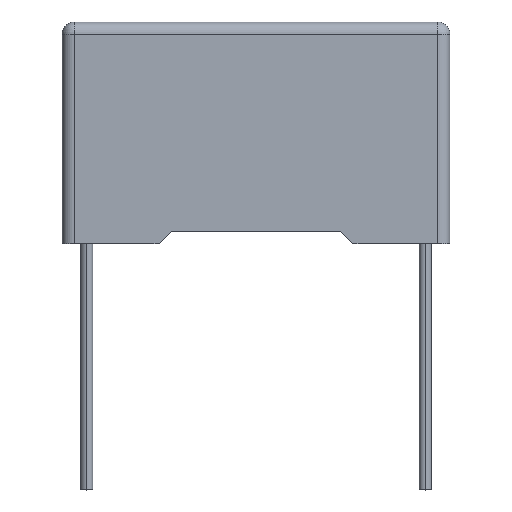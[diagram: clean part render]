
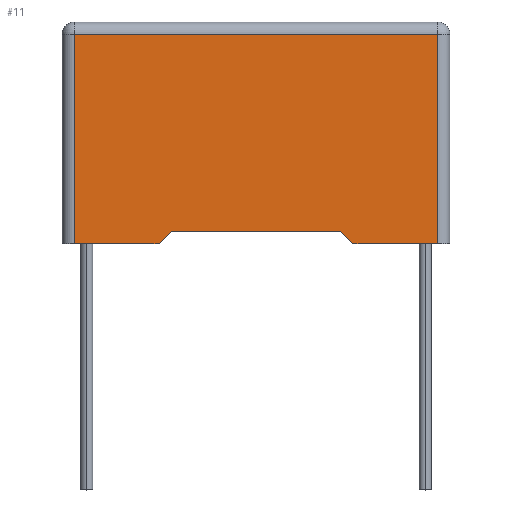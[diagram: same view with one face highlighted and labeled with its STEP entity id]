
A CAD part, top view. The second image highlights one B-rep face of the part: STEP entity #11.
In plain terms, the highlighted planar face has unit normal (0, 0, 1).
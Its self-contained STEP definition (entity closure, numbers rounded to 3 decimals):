
#11 = ADVANCED_FACE ( 'NONE', ( #43 ), #1355, .T. ) ;
#13 = DIRECTION ( 'NONE',  ( 0., 1., 0. ) ) ;
#28 = EDGE_CURVE ( 'NONE', #688, #1108, #380, .T. ) ;
#43 = FACE_OUTER_BOUND ( 'NONE', #989, .T. ) ;
#73 = VECTOR ( 'NONE', #338, 1000. ) ;
#162 = VECTOR ( 'NONE', #770, 1000. ) ;
#170 = ORIENTED_EDGE ( 'NONE', *, *, #1015, .T. ) ;
#272 = CARTESIAN_POINT ( 'NONE',  ( -14.75, 0., 4.75 ) ) ;
#304 = EDGE_CURVE ( 'NONE', #360, #537, #1452, .T. ) ;
#338 = DIRECTION ( 'NONE',  ( 1., 0., 0. ) ) ;
#356 = ORIENTED_EDGE ( 'NONE', *, *, #304, .T. ) ;
#360 = VERTEX_POINT ( 'NONE', #1231 ) ;
#380 = LINE ( 'NONE', #1045, #73 ) ;
#382 = ORIENTED_EDGE ( 'NONE', *, *, #28, .T. ) ;
#413 = DIRECTION ( 'NONE',  ( 1., 0., 0. ) ) ;
#433 = DIRECTION ( 'NONE',  ( 1., 0., 0. ) ) ;
#439 = VERTEX_POINT ( 'NONE', #1160 ) ;
#452 = CARTESIAN_POINT ( 'NONE',  ( 6.875, 1., 4.75 ) ) ;
#464 = ORIENTED_EDGE ( 'NONE', *, *, #1226, .T. ) ;
#471 = DIRECTION ( 'NONE',  ( 0.707, -0.707, 0. ) ) ;
#479 = DIRECTION ( 'NONE',  ( 1., 0., 0. ) ) ;
#498 = CARTESIAN_POINT ( 'NONE',  ( -14.75, 17., 4.75 ) ) ;
#504 = DIRECTION ( 'NONE',  ( -1., 0., 0. ) ) ;
#520 = EDGE_CURVE ( 'NONE', #1377, #1360, #545, .T. ) ;
#537 = VERTEX_POINT ( 'NONE', #272 ) ;
#545 = LINE ( 'NONE', #1417, #842 ) ;
#608 = LINE ( 'NONE', #1055, #1303 ) ;
#634 = ORIENTED_EDGE ( 'NONE', *, *, #1157, .T. ) ;
#688 = VERTEX_POINT ( 'NONE', #1504 ) ;
#764 = VECTOR ( 'NONE', #413, 1000. ) ;
#770 = DIRECTION ( 'NONE',  ( 0.707, 0.707, 0. ) ) ;
#792 = CARTESIAN_POINT ( 'NONE',  ( 14.75, 0., 4.75 ) ) ;
#817 = LINE ( 'NONE', #1315, #162 ) ;
#842 = VECTOR ( 'NONE', #13, 1000. ) ;
#887 = LINE ( 'NONE', #498, #1012 ) ;
#898 = DIRECTION ( 'NONE',  ( 0., -1., 0. ) ) ;
#913 = CARTESIAN_POINT ( 'NONE',  ( 14.75, 17., 4.75 ) ) ;
#919 = VECTOR ( 'NONE', #479, 1000. ) ;
#989 = EDGE_LOOP ( 'NONE', ( #464, #356, #1220, #1341, #382, #634, #170, #1488 ) ) ;
#1012 = VECTOR ( 'NONE', #504, 1000. ) ;
#1015 = EDGE_CURVE ( 'NONE', #439, #1377, #1433, .T. ) ;
#1045 = CARTESIAN_POINT ( 'NONE',  ( -6.875, 1., 4.75 ) ) ;
#1055 = CARTESIAN_POINT ( 'NONE',  ( 6.875, 1., 4.75 ) ) ;
#1068 = VECTOR ( 'NONE', #898, 1000. ) ;
#1073 = CARTESIAN_POINT ( 'NONE',  ( -15.75, 0., 4.75 ) ) ;
#1108 = VERTEX_POINT ( 'NONE', #452 ) ;
#1122 = CARTESIAN_POINT ( 'NONE',  ( -14.75, 0., 4.75 ) ) ;
#1132 = CARTESIAN_POINT ( 'NONE',  ( 14.75, 17., 4.75 ) ) ;
#1157 = EDGE_CURVE ( 'NONE', #1108, #439, #608, .T. ) ;
#1160 = CARTESIAN_POINT ( 'NONE',  ( 7.875, 0., 4.75 ) ) ;
#1220 = ORIENTED_EDGE ( 'NONE', *, *, #1477, .T. ) ;
#1221 = LINE ( 'NONE', #1073, #919 ) ;
#1226 = EDGE_CURVE ( 'NONE', #1360, #360, #887, .T. ) ;
#1231 = CARTESIAN_POINT ( 'NONE',  ( -14.75, 17., 4.75 ) ) ;
#1250 = AXIS2_PLACEMENT_3D ( 'NONE', #913, #1496, #433 ) ;
#1293 = EDGE_CURVE ( 'NONE', #1363, #688, #817, .T. ) ;
#1303 = VECTOR ( 'NONE', #471, 1000. ) ;
#1315 = CARTESIAN_POINT ( 'NONE',  ( -7.875, 0., 4.75 ) ) ;
#1341 = ORIENTED_EDGE ( 'NONE', *, *, #1293, .T. ) ;
#1349 = CARTESIAN_POINT ( 'NONE',  ( -7.875, 0., 4.75 ) ) ;
#1355 = PLANE ( 'NONE',  #1250 ) ;
#1360 = VERTEX_POINT ( 'NONE', #1132 ) ;
#1363 = VERTEX_POINT ( 'NONE', #1349 ) ;
#1377 = VERTEX_POINT ( 'NONE', #792 ) ;
#1417 = CARTESIAN_POINT ( 'NONE',  ( 14.75, 17., 4.75 ) ) ;
#1433 = LINE ( 'NONE', #1447, #764 ) ;
#1447 = CARTESIAN_POINT ( 'NONE',  ( 7.875, 0., 4.75 ) ) ;
#1452 = LINE ( 'NONE', #1122, #1068 ) ;
#1477 = EDGE_CURVE ( 'NONE', #537, #1363, #1221, .T. ) ;
#1488 = ORIENTED_EDGE ( 'NONE', *, *, #520, .T. ) ;
#1496 = DIRECTION ( 'NONE',  ( 0., 0., 1. ) ) ;
#1504 = CARTESIAN_POINT ( 'NONE',  ( -6.875, 1., 4.75 ) ) ;
